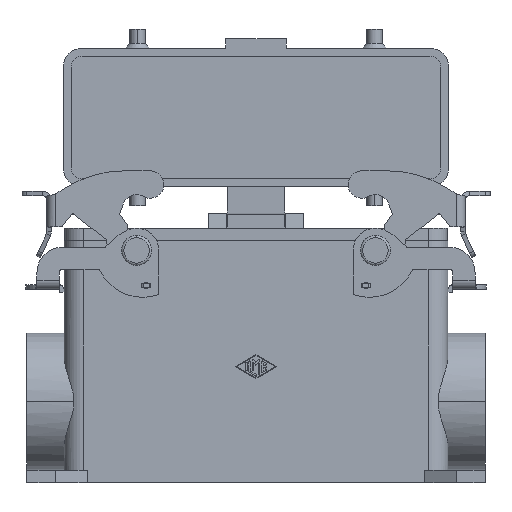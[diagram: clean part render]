
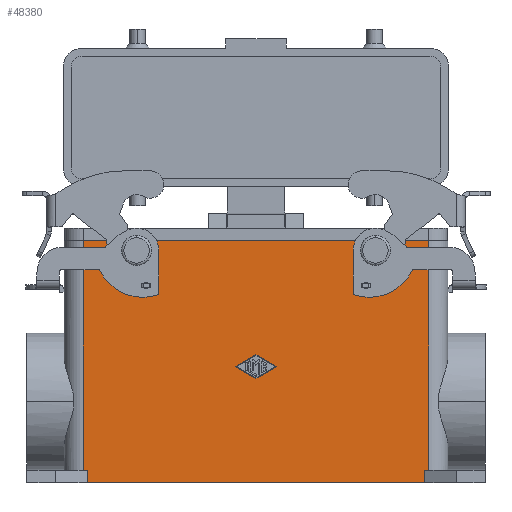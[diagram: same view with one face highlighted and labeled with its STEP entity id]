
A CAD part, front view. The second image highlights one B-rep face of the part: STEP entity #48380.
In plain terms, the highlighted planar face has unit normal (0, -1, 0).
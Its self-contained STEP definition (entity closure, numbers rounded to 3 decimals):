
#14490=CARTESIAN_POINT('',(0.,-22.25,
-1.5));
#14500=VERTEX_POINT('',#14490);
#14680=CARTESIAN_POINT('',(0.,-22.25,1.5)
);
#14690=VERTEX_POINT('',#14680);
#14720=CARTESIAN_POINT('',(0.,-22.25,0.));
#14730=DIRECTION('',(0.,1.,0.));
#14740=DIRECTION('',(0.,0.,1.));
#14750=AXIS2_PLACEMENT_3D('',#14720,#14730,#14740);
#14760=CIRCLE('',#14750,1.5);
#14770=EDGE_CURVE('',#14690,#14500,#14760,.T.);
#21500=CARTESIAN_POINT('',(-75.,-22.25,1.5));
#21510=VERTEX_POINT('',#21500);
#21560=CARTESIAN_POINT('',(-75.,-22.25,0.));
#21570=DIRECTION('',(0.,1.,0.));
#21580=DIRECTION('',(0.,0.,1.));
#21590=AXIS2_PLACEMENT_3D('',#21560,#21570,#21580);
#21600=CIRCLE('',#21590,1.5);
#21610=CARTESIAN_POINT('',(-75.,-22.25,-1.5));
#21620=VERTEX_POINT('',#21610);
#21630=EDGE_CURVE('',#21510,#21620,#21600,.T.);
#25990=CARTESIAN_POINT('',(16.75,-22.25,-69.));
#26000=VERTEX_POINT('',#25990);
#26390=CARTESIAN_POINT('',(15.5,-22.25,-69.));
#26400=VERTEX_POINT('',#26390);
#26430=CARTESIAN_POINT('',(0.,-22.25,-69.));
#26440=DIRECTION('',(-1.,0.,0.));
#26450=VECTOR('',#26440,1.);
#26460=LINE('',#26430,#26450);
#26470=EDGE_CURVE('',#26000,#26400,#26460,.T.);
#38070=CARTESIAN_POINT('',(-37.5,-22.25,-40.249));
#38080=VERTEX_POINT('',#38070);
#38130=CARTESIAN_POINT('',(-37.5,-22.25,-40.249));
#38140=DIRECTION('',(-0.866,0.,0.5));
#38150=VECTOR('',#38140,7.504);
#38160=LINE('',#38130,#38150);
#38170=CARTESIAN_POINT('',(-44.,-22.25,-36.5));
#38180=VERTEX_POINT('',#38170);
#38190=EDGE_CURVE('',#38080,#38180,#38160,.T.);
#38540=CARTESIAN_POINT('',(-31.,-22.25,-36.5));
#38550=VERTEX_POINT('',#38540);
#38600=CARTESIAN_POINT('',(-31.,-22.25,-36.5));
#38610=DIRECTION('',(-0.866,0.,-0.5));
#38620=VECTOR('',#38610,7.504);
#38630=LINE('',#38600,#38620);
#38640=EDGE_CURVE('',#38550,#38080,#38630,.T.);
#38920=CARTESIAN_POINT('',(-37.5,-22.25,-32.751));
#38930=VERTEX_POINT('',#38920);
#38980=CARTESIAN_POINT('',(-37.5,-22.25,-32.751));
#38990=DIRECTION('',(0.866,0.,-0.5));
#39000=VECTOR('',#38990,7.504);
#39010=LINE('',#38980,#39000);
#39020=EDGE_CURVE('',#38930,#38550,#39010,.T.);
#39270=CARTESIAN_POINT('',(-44.,-22.25,-36.5));
#39280=DIRECTION('',(0.866,0.,0.5));
#39290=VECTOR('',#39280,7.504);
#39300=LINE('',#39270,#39290);
#39310=EDGE_CURVE('',#38180,#38930,#39300,.T.);
#47600=CARTESIAN_POINT('',(15.5,-22.25,-73.));
#47610=DIRECTION('',(0.,-1.,0.));
#47620=DIRECTION('',(0.,0.,-1.));
#47630=AXIS2_PLACEMENT_3D('',#47600,#47610,#47620);
#47640=PLANE('',#47630);
#47650=ORIENTED_EDGE('',*,*,#38640,.T.);
#47660=ORIENTED_EDGE('',*,*,#39020,.T.);
#47670=ORIENTED_EDGE('',*,*,#39310,.T.);
#47680=ORIENTED_EDGE('',*,*,#38190,.T.);
#47690=EDGE_LOOP('',(#47680,#47670,#47660,#47650));
#47700=FACE_BOUND('',#47690,.T.);
#47710=EDGE_CURVE('',#14500,#14690,#14760,.T.);
#47720=ORIENTED_EDGE('',*,*,#47710,.T.);
#47730=ORIENTED_EDGE('',*,*,#14770,.T.);
#47740=EDGE_LOOP('',(#47730,#47720));
#47750=FACE_BOUND('',#47740,.T.);
#47760=EDGE_CURVE('',#21620,#21510,#21600,.T.);
#47770=ORIENTED_EDGE('',*,*,#47760,.T.);
#47780=ORIENTED_EDGE('',*,*,#21630,.T.);
#47790=EDGE_LOOP('',(#47780,#47770));
#47800=FACE_BOUND('',#47790,.T.);
#47810=ORIENTED_EDGE('',*,*,#26470,.F.);
#47820=CARTESIAN_POINT('',(15.5,-22.25,-73.));
#47830=DIRECTION('',(0.,0.,1.));
#47840=VECTOR('',#47830,4.);
#47850=LINE('',#47820,#47840);
#47860=CARTESIAN_POINT('',(15.5,-22.25,-73.));
#47870=VERTEX_POINT('',#47860);
#47880=EDGE_CURVE('',#47870,#26400,#47850,.T.);
#47890=ORIENTED_EDGE('',*,*,#47880,.T.);
#47900=CARTESIAN_POINT('',(15.5,-22.25,-73.));
#47910=DIRECTION('',(-1.,0.,0.));
#47920=VECTOR('',#47910,106.);
#47930=LINE('',#47900,#47920);
#47940=CARTESIAN_POINT('',(-90.5,-22.25,-73.));
#47950=VERTEX_POINT('',#47940);
#47960=EDGE_CURVE('',#47870,#47950,#47930,.T.);
#47970=ORIENTED_EDGE('',*,*,#47960,.F.);
#47980=CARTESIAN_POINT('',(-90.5,-22.25,-73.));
#47990=DIRECTION('',(0.,0.,1.));
#48000=VECTOR('',#47990,4.);
#48010=LINE('',#47980,#48000);
#48020=CARTESIAN_POINT('',(-90.5,-22.25,-69.));
#48030=VERTEX_POINT('',#48020);
#48040=EDGE_CURVE('',#47950,#48030,#48010,.T.);
#48050=ORIENTED_EDGE('',*,*,#48040,.F.);
#48060=CARTESIAN_POINT('',(0.,-22.25,-69.));
#48070=DIRECTION('',(-1.,0.,0.));
#48080=VECTOR('',#48070,1.);
#48090=LINE('',#48060,#48080);
#48100=CARTESIAN_POINT('',(-91.75,-22.25,-69.));
#48110=VERTEX_POINT('',#48100);
#48120=EDGE_CURVE('',#48030,#48110,#48090,.T.);
#48130=ORIENTED_EDGE('',*,*,#48120,.F.);
#48140=CARTESIAN_POINT('',(-91.75,-22.25,-33.));
#48150=DIRECTION('',(0.,0.,-1.));
#48160=VECTOR('',#48150,1.);
#48170=LINE('',#48140,#48160);
#48180=CARTESIAN_POINT('',(-91.75,-22.25,3.));
#48190=VERTEX_POINT('',#48180);
#48200=EDGE_CURVE('',#48190,#48110,#48170,.T.);
#48210=ORIENTED_EDGE('',*,*,#48200,.T.);
#48220=CARTESIAN_POINT('',(0.,-22.25,3.));
#48230=DIRECTION('',(-1.,0.,0.));
#48240=VECTOR('',#48230,1.);
#48250=LINE('',#48220,#48240);
#48260=CARTESIAN_POINT('',(16.75,-22.25,3.));
#48270=VERTEX_POINT('',#48260);
#48280=EDGE_CURVE('',#48270,#48190,#48250,.T.);
#48290=ORIENTED_EDGE('',*,*,#48280,.T.);
#48300=CARTESIAN_POINT('',(16.75,-22.25,-33.));
#48310=DIRECTION('',(0.,0.,-1.));
#48320=VECTOR('',#48310,1.);
#48330=LINE('',#48300,#48320);
#48340=EDGE_CURVE('',#48270,#26000,#48330,.T.);
#48350=ORIENTED_EDGE('',*,*,#48340,.F.);
#48360=EDGE_LOOP('',(#48350,#48290,#48210,#48130,#48050,#47970,#47890,
#47810));
#48370=FACE_OUTER_BOUND('',#48360,.T.);
#48380=ADVANCED_FACE('',(#47700,#47750,#47800,#48370),#47640,.T.);
